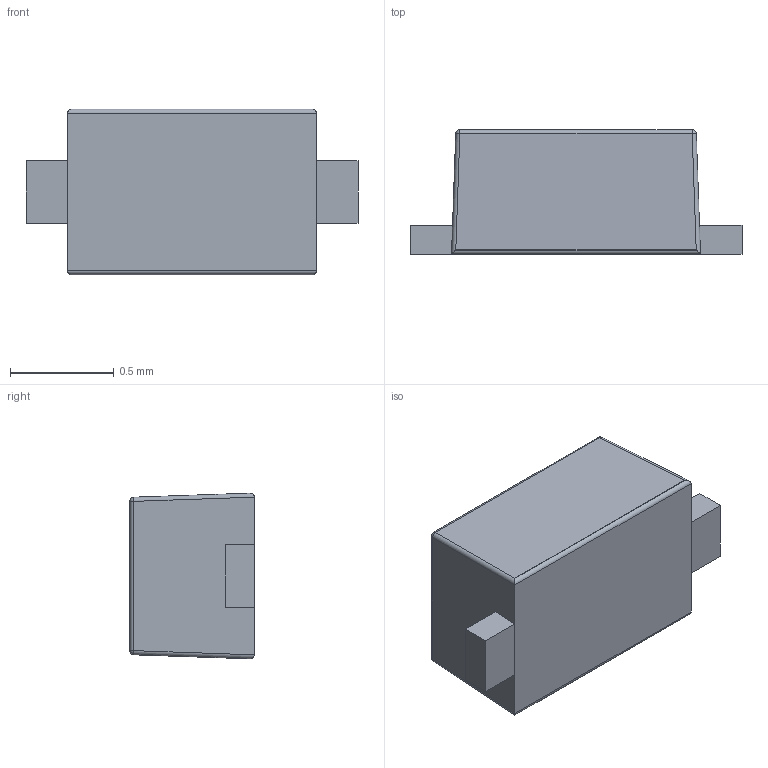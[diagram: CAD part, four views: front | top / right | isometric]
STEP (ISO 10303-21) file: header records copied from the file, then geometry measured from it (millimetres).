
FILE_DESCRIPTION (( 'STEP AP214' ), '1' );
FILE_NAME ('LESD5D5-0CT1G.STEP', '2021-07-22T11:19:33', ( '' ), ( '' ), 'SwSTEP 2.0', 'SolidWorks 2018', '' );
FILE_SCHEMA (( 'AUTOMOTIVE_DESIGN' ));
Length unit declared in the file: millimetre
Products named in the file (1): LESD5D5-0CT1G
Bounding box: 1.6 x 0.6 x 0.8 mm (x, y, z)
Volume: 0.6 mm3; surface area: 4.6 mm2
Topology: 3 solids, 3 shells, 40 faces, 90 edges, 52 vertices
Faces by surface type: plane 24, cylinder 12, sphere 4
Entity records: 1546 total; most frequent: CARTESIAN_POINT 215, ORIENTED_EDGE 172, DIRECTION 168, EDGE_CURVE 86, VECTOR 62, LINE 62, AXIS2_PLACEMENT_3D 53, VERTEX_POINT 52
